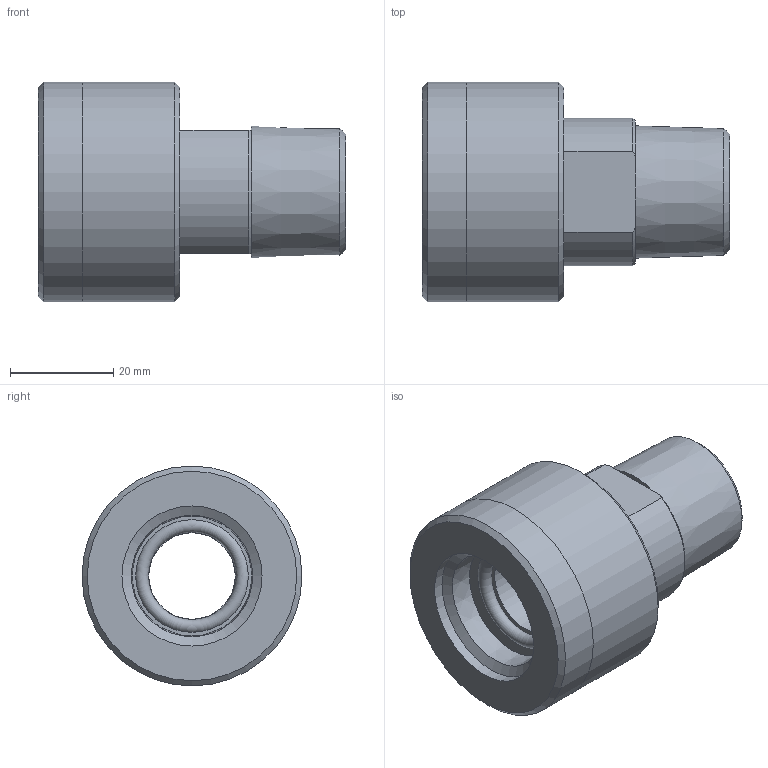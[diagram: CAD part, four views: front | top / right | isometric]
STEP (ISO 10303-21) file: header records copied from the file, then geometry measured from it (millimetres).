
FILE_DESCRIPTION(/* description */ (''),/* implementation_level */ '2;1');
FILE_NAME(/* name */ 'METH121122.stp',/* time_stamp */ '2017-11-13T09:11:41-06:00',/* author */ ('scottg'),/* organization */ ('FasTest,Inc.'),/* preprocessor_version */ 'ST-DEVELOPER v16.1',/* originating_system */ 'Autodesk Inventor 2016',/* authorisation */ '');
FILE_SCHEMA (('AUTOMOTIVE_DESIGN { 1 0 10303 214 3 1 1 }'));
Length unit declared in the file: inch
Products named in the file (1): METH121122
Bounding box: 59.59 x 42.67 x 42.67 mm (x, y, z)
Volume: 40257.4 mm3; surface area: 12664.2 mm2
Topology: 1 solids, 1 shells, 28 faces, 57 edges, 35 vertices
Faces by surface type: plane 12, cone 8, cylinder 7, torus 1
Full cylindrical faces by diameter (mm): 16.764 x1, 27.178 x1, 31.246 x1, 42.672 x2
Entity records: 717 total; most frequent: DIRECTION 124, CARTESIAN_POINT 113, ORIENTED_EDGE 86, AXIS2_PLACEMENT_3D 56, EDGE_LOOP 46, EDGE_CURVE 43, VERTEX_POINT 33, FACE_OUTER_BOUND 28
